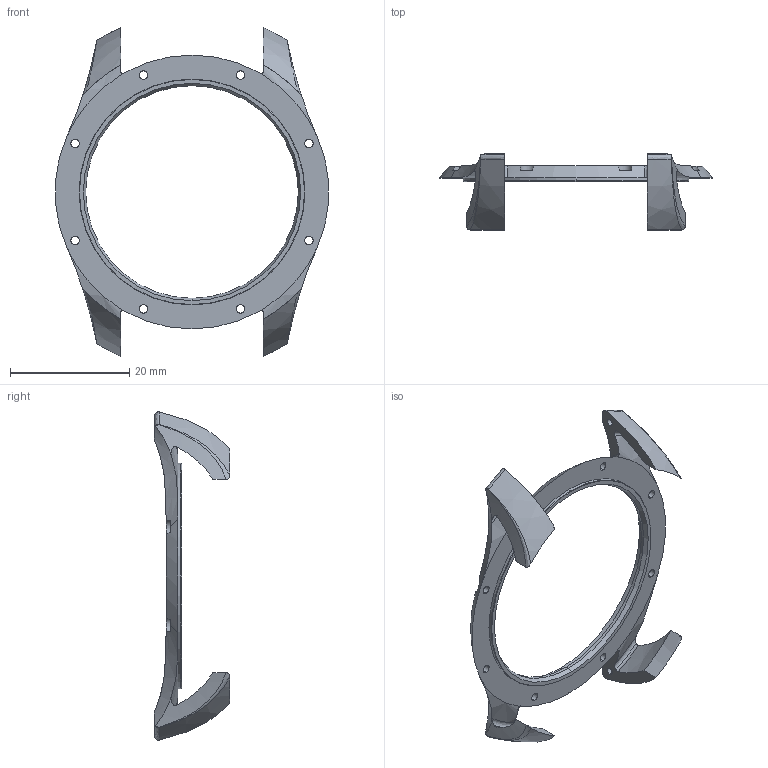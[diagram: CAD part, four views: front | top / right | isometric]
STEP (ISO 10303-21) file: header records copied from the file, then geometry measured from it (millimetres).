
FILE_DESCRIPTION (( 'STEP AP203' ), '1' );
FILE_NAME ('fond v2 BEN4.STEP', '2020-11-16T07:40:43', ( '' ), ( '' ), 'SwSTEP 2.0', 'SolidWorks 2020', '' );
FILE_SCHEMA (( 'CONFIG_CONTROL_DESIGN' ));
Length unit declared in the file: millimetre
Products named in the file (1): fond v2 BEN4
Bounding box: 45.84 x 12.7 x 55.15 mm (x, y, z)
Volume: 1843.3 mm3; surface area: 3102.5 mm2
Topology: 1 solids, 1 shells, 141 faces, 391 edges, 246 vertices
Faces by surface type: cylinder 56, bspline 52, cone 17, plane 16
Entity records: 7656 total; most frequent: CARTESIAN_POINT 4499, ORIENTED_EDGE 758, DIRECTION 493, EDGE_CURVE 379, VERTEX_POINT 246, AXIS2_PLACEMENT_3D 216, B_SPLINE_CURVE_WITH_KNOTS 168, EDGE_LOOP 165
